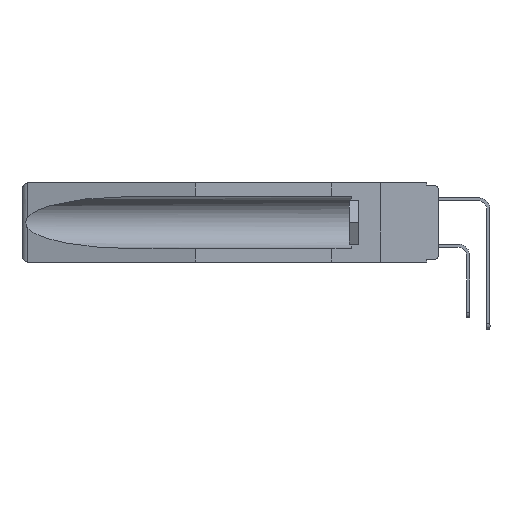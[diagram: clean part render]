
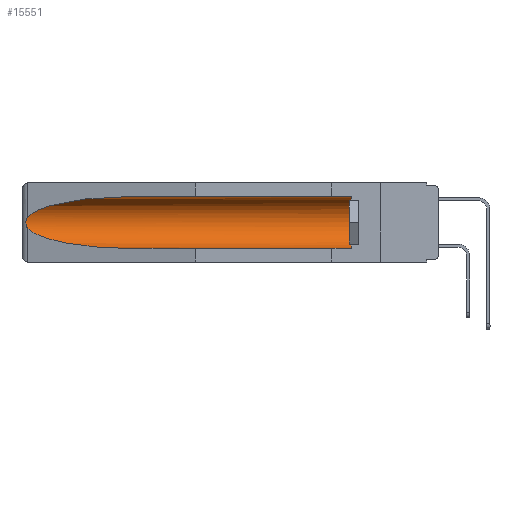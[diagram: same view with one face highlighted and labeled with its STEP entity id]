
A CAD part, left-side view. The second image highlights one B-rep face of the part: STEP entity #15551.
In plain terms, the highlighted cylindrical face has radius 2.857 mm (diameter 5.715 mm), a partial arc.
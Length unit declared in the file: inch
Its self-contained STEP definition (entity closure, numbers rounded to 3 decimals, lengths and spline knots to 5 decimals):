
#32 =( BOUNDED_CURVE ( )  B_SPLINE_CURVE ( 3, ( #14646, #17645, #18984, #11779 ),
 .UNSPECIFIED., .F., .T. ) 
 B_SPLINE_CURVE_WITH_KNOTS ( ( 4, 4 ),
 ( 4.71239, 6.08839 ),
 .UNSPECIFIED. ) 
 CURVE ( )  GEOMETRIC_REPRESENTATION_ITEM ( )  RATIONAL_B_SPLINE_CURVE ( ( 1., 0.848, 0.848, 1. ) ) 
 REPRESENTATION_ITEM ( '' )  );
#458 = CARTESIAN_POINT ( 'NONE',  ( 0.26655, 1.53094, -0.18657 ) ) ;
#643 = CARTESIAN_POINT ( 'NONE',  ( 0.26597, 1.52961, -0.15275 ) ) ;
#804 = EDGE_CURVE ( 'NONE', #16140, #17032, #18839, .T. ) ;
#805 = CARTESIAN_POINT ( 'NONE',  ( 0.155, 0.126, -0.059 ) ) ;
#1334 = VERTEX_POINT ( 'NONE', #805 ) ;
#1422 = B_SPLINE_CURVE_WITH_KNOTS ( 'NONE', 3,
 ( #13862, #643, #6519, #7700, #12422, #1897, #7791, #458, #10603, #4789 ),
 .UNSPECIFIED., .F., .F.,
 ( 4, 2, 2, 2, 4 ),
 ( 0., 0.00029, 0.00058, 0.00087, 0.00117 ),
 .UNSPECIFIED. ) ;
#1803 = LINE ( 'NONE', #10971, #8037 ) ;
#1897 = CARTESIAN_POINT ( 'NONE',  ( 0.2675, 1.53308, -0.17534 ) ) ;
#2297 = DIRECTION ( 'NONE',  ( 0., 1., 0. ) ) ;
#3100 = CARTESIAN_POINT ( 'NONE',  ( 0.26537, 1.52718, -0.14972 ) ) ;
#3158 = EDGE_CURVE ( 'NONE', #16140, #1334, #17635, .T. ) ;
#3768 = ORIENTED_EDGE ( 'NONE', *, *, #3158, .T. ) ;
#3958 =( BOUNDED_CURVE ( )  B_SPLINE_CURVE ( 3, ( #5144, #18272, #15455, #13938 ),
 .UNSPECIFIED., .F., .T. ) 
 B_SPLINE_CURVE_WITH_KNOTS ( ( 4, 4 ),
 ( 0.1948, 1.5708 ),
 .UNSPECIFIED. ) 
 CURVE ( )  GEOMETRIC_REPRESENTATION_ITEM ( )  RATIONAL_B_SPLINE_CURVE ( ( 1., 0.848, 0.848, 1. ) ) 
 REPRESENTATION_ITEM ( '' )  );
#4002 = DIRECTION ( 'NONE',  ( 0., 0., 1. ) ) ;
#4531 = VERTEX_POINT ( 'NONE', #7866 ) ;
#4645 = ORIENTED_EDGE ( 'NONE', *, *, #5367, .T. ) ;
#4789 = CARTESIAN_POINT ( 'NONE',  ( 0.26537, 1.52718, -0.19328 ) ) ;
#5144 = CARTESIAN_POINT ( 'NONE',  ( 0.26537, 1.52718, -0.19328 ) ) ;
#5367 = EDGE_CURVE ( 'NONE', #1334, #7878, #1803, .T. ) ;
#5397 = EDGE_CURVE ( 'NONE', #18602, #4531, #1422, .T. ) ;
#5456 = DIRECTION ( 'NONE',  ( 0., 1., 0. ) ) ;
#5549 = CYLINDRICAL_SURFACE ( 'NONE', #13762, 0.1125 ) ;
#6380 = ORIENTED_EDGE ( 'NONE', *, *, #10147, .T. ) ;
#6519 = CARTESIAN_POINT ( 'NONE',  ( 0.26654, 1.53092, -0.15636 ) ) ;
#7700 = CARTESIAN_POINT ( 'NONE',  ( 0.2673, 1.5327, -0.16383 ) ) ;
#7791 = CARTESIAN_POINT ( 'NONE',  ( 0.2673, 1.53269, -0.17917 ) ) ;
#7866 = CARTESIAN_POINT ( 'NONE',  ( 0.26537, 1.52718, -0.19328 ) ) ;
#7878 = VERTEX_POINT ( 'NONE', #16888 ) ;
#8037 = VECTOR ( 'NONE', #18286, 39.37008 ) ;
#8589 = EDGE_LOOP ( 'NONE', ( #6380, #11280, #15481, #11363, #3768, #4645 ) ) ;
#10002 = FACE_OUTER_BOUND ( 'NONE', #8589, .T. ) ;
#10147 = EDGE_CURVE ( 'NONE', #7878, #18602, #32, .T. ) ;
#10436 = DIRECTION ( 'NONE',  ( 0., -1., 0. ) ) ;
#10603 = CARTESIAN_POINT ( 'NONE',  ( 0.26597, 1.5296, -0.19026 ) ) ;
#10849 = CARTESIAN_POINT ( 'NONE',  ( 0.155, 0.126, -0.284 ) ) ;
#10971 = CARTESIAN_POINT ( 'NONE',  ( 0.155, -0.30754, -0.059 ) ) ;
#11280 = ORIENTED_EDGE ( 'NONE', *, *, #5397, .T. ) ;
#11363 = ORIENTED_EDGE ( 'NONE', *, *, #804, .F. ) ;
#11779 = CARTESIAN_POINT ( 'NONE',  ( 0.26537, 1.52718, -0.14972 ) ) ;
#12422 = CARTESIAN_POINT ( 'NONE',  ( 0.2675, 1.53308, -0.16763 ) ) ;
#13019 = AXIS2_PLACEMENT_3D ( 'NONE', #14465, #10436, #14765 ) ;
#13762 = AXIS2_PLACEMENT_3D ( 'NONE', #18664, #5456, #4002 ) ;
#13862 = CARTESIAN_POINT ( 'NONE',  ( 0.26537, 1.52718, -0.14972 ) ) ;
#13938 = CARTESIAN_POINT ( 'NONE',  ( 0.155, 1.07973, -0.284 ) ) ;
#13976 = CARTESIAN_POINT ( 'NONE',  ( 0.155, -0.30754, -0.284 ) ) ;
#14465 = CARTESIAN_POINT ( 'NONE',  ( 0.155, 0.126, -0.1715 ) ) ;
#14646 = CARTESIAN_POINT ( 'NONE',  ( 0.155, 1.07973, -0.059 ) ) ;
#14765 = DIRECTION ( 'NONE',  ( 0., 0., 1. ) ) ;
#15447 = VECTOR ( 'NONE', #2297, 39.37008 ) ;
#15455 = CARTESIAN_POINT ( 'NONE',  ( 0.21114, 1.30732, -0.284 ) ) ;
#15481 = ORIENTED_EDGE ( 'NONE', *, *, #17755, .T. ) ;
#15551 = ADVANCED_FACE ( 'NONE', ( #10002 ), #5549, .F. ) ;
#16140 = VERTEX_POINT ( 'NONE', #10849 ) ;
#16888 = CARTESIAN_POINT ( 'NONE',  ( 0.155, 1.07973, -0.059 ) ) ;
#17032 = VERTEX_POINT ( 'NONE', #18433 ) ;
#17635 = CIRCLE ( 'NONE', #13019, 0.1125 ) ;
#17645 = CARTESIAN_POINT ( 'NONE',  ( 0.21114, 1.30732, -0.059 ) ) ;
#17755 = EDGE_CURVE ( 'NONE', #4531, #17032, #3958, .T. ) ;
#18272 = CARTESIAN_POINT ( 'NONE',  ( 0.25451, 1.48313, -0.24835 ) ) ;
#18286 = DIRECTION ( 'NONE',  ( 0., 1., 0. ) ) ;
#18433 = CARTESIAN_POINT ( 'NONE',  ( 0.155, 1.07973, -0.284 ) ) ;
#18602 = VERTEX_POINT ( 'NONE', #3100 ) ;
#18664 = CARTESIAN_POINT ( 'NONE',  ( 0.155, -0.30754, -0.1715 ) ) ;
#18839 = LINE ( 'NONE', #13976, #15447 ) ;
#18984 = CARTESIAN_POINT ( 'NONE',  ( 0.25451, 1.48313, -0.09465 ) ) ;
